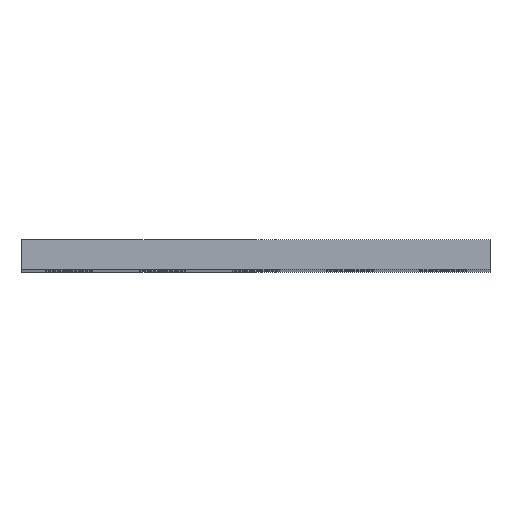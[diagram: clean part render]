
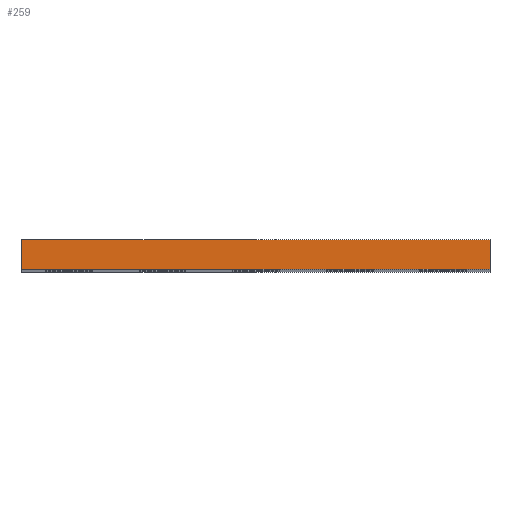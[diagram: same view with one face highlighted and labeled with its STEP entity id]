
A CAD part, top view. The second image highlights one B-rep face of the part: STEP entity #259.
In plain terms, the highlighted planar face has unit normal (0, 0, 1).
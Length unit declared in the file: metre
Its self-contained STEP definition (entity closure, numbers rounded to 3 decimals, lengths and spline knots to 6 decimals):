
#259 = ADVANCED_FACE( 'NONE', ( #767 ), #768, .F. );
#767 = FACE_OUTER_BOUND( '', #1302, .T. );
#768 = PLANE( '', #1303 );
#1302 = EDGE_LOOP( '', ( #1990, #1991, #1992, #1993 ) );
#1303 = AXIS2_PLACEMENT_3D( '', #1994, #1995, #1996 );
#1990 = ORIENTED_EDGE( '', *, *, #2299, .T. );
#1991 = ORIENTED_EDGE( '', *, *, #2139, .F. );
#1992 = ORIENTED_EDGE( '', *, *, #2203, .F. );
#1993 = ORIENTED_EDGE( '', *, *, #2339, .T. );
#1994 = CARTESIAN_POINT( '', ( -0.004, 0.0025, 0.132 ) );
#1995 = DIRECTION( '', ( 0., 0., -1. ) );
#1996 = DIRECTION( '', ( 0., -1., 0. ) );
#2139 = EDGE_CURVE( 'NONE', #2434, #2429, #2436, .T. );
#2203 = EDGE_CURVE( 'NONE', #2540, #2434, #2542, .T. );
#2299 = EDGE_CURVE( 'NONE', #2712, #2429, #2713, .T. );
#2339 = EDGE_CURVE( 'NONE', #2540, #2712, #2790, .T. );
#2429 = VERTEX_POINT( 'NONE', #2880 );
#2434 = VERTEX_POINT( 'NONE', #2887 );
#2436 = LINE( '', #2890, #2891 );
#2540 = VERTEX_POINT( 'NONE', #2996 );
#2542 = LINE( '', #2999, #3000 );
#2712 = VERTEX_POINT( 'NONE', #3172 );
#2713 = LINE( '', #3173, #3174 );
#2790 = LINE( '', #3252, #3253 );
#2880 = CARTESIAN_POINT( '', ( 0.036, 0., 0.132 ) );
#2887 = CARTESIAN_POINT( '', ( 0.036, 0.0025, 0.132 ) );
#2890 = CARTESIAN_POINT( '', ( 0.036, 0.0025, 0.132 ) );
#2891 = VECTOR( '', #3355, 1. );
#2996 = CARTESIAN_POINT( '', ( -0.004, 0.0025, 0.132 ) );
#2999 = CARTESIAN_POINT( '', ( -0.004, 0.0025, 0.132 ) );
#3000 = VECTOR( '', #3478, 1. );
#3172 = CARTESIAN_POINT( '', ( -0.004, 0., 0.132 ) );
#3173 = CARTESIAN_POINT( '', ( -0.004, 0., 0.132 ) );
#3174 = VECTOR( '', #3700, 1. );
#3252 = CARTESIAN_POINT( '', ( -0.004, 0.0025, 0.132 ) );
#3253 = VECTOR( '', #3813, 1. );
#3355 = DIRECTION( '', ( 0., -1., 0. ) );
#3478 = DIRECTION( '', ( 1., 0., 0. ) );
#3700 = DIRECTION( '', ( 1., 0., 0. ) );
#3813 = DIRECTION( '', ( 0., -1., 0. ) );
